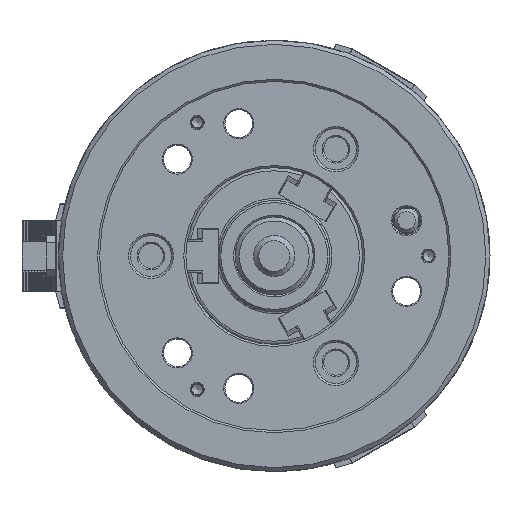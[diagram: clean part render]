
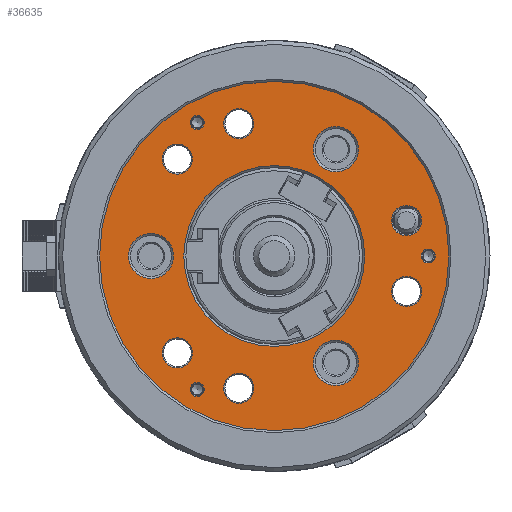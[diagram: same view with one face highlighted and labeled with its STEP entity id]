
A CAD part, left-side view. The second image highlights one B-rep face of the part: STEP entity #36635.
In plain terms, the highlighted planar face has unit normal (-1, 0, 0).
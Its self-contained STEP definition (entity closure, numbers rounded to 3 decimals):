
#9315=PLANE('',#39678);
#11989=ORIENTED_EDGE('',*,*,#22306,.F.);
#11990=ORIENTED_EDGE('',*,*,#22333,.F.);
#11991=ORIENTED_EDGE('',*,*,#22231,.T.);
#11992=ORIENTED_EDGE('',*,*,#21892,.T.);
#11993=ORIENTED_EDGE('',*,*,#21985,.F.);
#11994=ORIENTED_EDGE('',*,*,#21958,.F.);
#11995=ORIENTED_EDGE('',*,*,#22055,.F.);
#11996=ORIENTED_EDGE('',*,*,#22152,.T.);
#11997=ORIENTED_EDGE('',*,*,#22125,.T.);
#11998=ORIENTED_EDGE('',*,*,#22154,.T.);
#11999=ORIENTED_EDGE('',*,*,#22335,.F.);
#12000=ORIENTED_EDGE('',*,*,#22380,.T.);
#12001=ORIENTED_EDGE('',*,*,#22379,.F.);
#12002=ORIENTED_EDGE('',*,*,#22252,.T.);
#21892=EDGE_CURVE('',#27318,#27318,#30972,.T.);
#21958=EDGE_CURVE('',#27370,#27370,#31006,.T.);
#21985=EDGE_CURVE('',#27389,#27389,#31026,.T.);
#22055=EDGE_CURVE('',#27434,#27434,#31071,.T.);
#22125=EDGE_CURVE('',#27489,#27489,#31108,.T.);
#22152=EDGE_CURVE('',#27508,#27508,#31128,.T.);
#22154=EDGE_CURVE('',#27510,#27510,#31130,.T.);
#22231=EDGE_CURVE('',#27560,#27560,#31182,.T.);
#22252=EDGE_CURVE('',#27574,#27574,#31197,.T.);
#22306=EDGE_CURVE('',#27619,#27619,#31225,.T.);
#22333=EDGE_CURVE('',#27638,#27638,#31245,.T.);
#22335=EDGE_CURVE('',#27640,#27640,#31247,.T.);
#22379=EDGE_CURVE('',#27667,#27667,#31286,.T.);
#22380=EDGE_CURVE('',#27668,#27668,#31287,.T.);
#27318=VERTEX_POINT('',#51869);
#27370=VERTEX_POINT('',#52053);
#27389=VERTEX_POINT('',#52130);
#27434=VERTEX_POINT('',#52310);
#27489=VERTEX_POINT('',#52502);
#27508=VERTEX_POINT('',#52579);
#27510=VERTEX_POINT('',#52585);
#27560=VERTEX_POINT('',#52782);
#27574=VERTEX_POINT('',#52844);
#27619=VERTEX_POINT('',#52989);
#27638=VERTEX_POINT('',#53066);
#27640=VERTEX_POINT('',#53072);
#27667=VERTEX_POINT('',#53171);
#27668=VERTEX_POINT('',#53174);
#30972=CIRCLE('',#39155,7.349);
#31006=CIRCLE('',#39207,7.349);
#31026=CIRCLE('',#39240,3.394);
#31071=CIRCLE('',#39320,7.349);
#31108=CIRCLE('',#39376,7.349);
#31128=CIRCLE('',#39409,3.394);
#31130=CIRCLE('',#39413,11.);
#31182=CIRCLE('',#39505,7.349);
#31197=CIRCLE('',#39529,11.);
#31225=CIRCLE('',#39573,7.349);
#31245=CIRCLE('',#39606,3.394);
#31247=CIRCLE('',#39610,11.);
#31286=CIRCLE('',#39677,85.);
#31287=CIRCLE('',#39679,44.);
#31934=EDGE_LOOP('',(#11989));
#31935=EDGE_LOOP('',(#11990));
#31936=EDGE_LOOP('',(#11991));
#31937=EDGE_LOOP('',(#11992));
#31938=EDGE_LOOP('',(#11993));
#31939=EDGE_LOOP('',(#11994));
#31940=EDGE_LOOP('',(#11995));
#31941=EDGE_LOOP('',(#11996));
#31942=EDGE_LOOP('',(#11997));
#31943=EDGE_LOOP('',(#11998));
#31944=EDGE_LOOP('',(#11999));
#31945=EDGE_LOOP('',(#12000));
#31946=EDGE_LOOP('',(#12001));
#31947=EDGE_LOOP('',(#12002));
#34237=FACE_BOUND('',#31934,.T.);
#34238=FACE_BOUND('',#31935,.T.);
#34239=FACE_BOUND('',#31936,.T.);
#34240=FACE_BOUND('',#31937,.T.);
#34241=FACE_BOUND('',#31938,.T.);
#34242=FACE_BOUND('',#31939,.T.);
#34243=FACE_BOUND('',#31940,.T.);
#34244=FACE_BOUND('',#31941,.T.);
#34245=FACE_BOUND('',#31942,.T.);
#34246=FACE_BOUND('',#31943,.T.);
#34247=FACE_BOUND('',#31944,.T.);
#34248=FACE_BOUND('',#31945,.T.);
#34249=FACE_BOUND('',#31946,.T.);
#34250=FACE_BOUND('',#31947,.T.);
#36635=ADVANCED_FACE('',(#34237,#34238,#34239,#34240,#34241,#34242,#34243,
#34244,#34245,#34246,#34247,#34248,#34249,#34250),#9315,.T.);
#39155=AXIS2_PLACEMENT_3D('',#51868,#41929,#41930);
#39207=AXIS2_PLACEMENT_3D('',#52052,#42049,#42050);
#39240=AXIS2_PLACEMENT_3D('',#52129,#42116,#42117);
#39320=AXIS2_PLACEMENT_3D('',#52309,#42291,#42292);
#39376=AXIS2_PLACEMENT_3D('',#52501,#42420,#42421);
#39409=AXIS2_PLACEMENT_3D('',#52578,#42487,#42488);
#39413=AXIS2_PLACEMENT_3D('',#52584,#42495,#42496);
#39505=AXIS2_PLACEMENT_3D('',#52781,#42694,#42695);
#39529=AXIS2_PLACEMENT_3D('',#52843,#42742,#42743);
#39573=AXIS2_PLACEMENT_3D('',#52988,#42846,#42847);
#39606=AXIS2_PLACEMENT_3D('',#53065,#42913,#42914);
#39610=AXIS2_PLACEMENT_3D('',#53071,#42921,#42922);
#39677=AXIS2_PLACEMENT_3D('',#53170,#43060,#43061);
#39678=AXIS2_PLACEMENT_3D('',#53172,#43062,#43063);
#39679=AXIS2_PLACEMENT_3D('',#53173,#43064,#43065);
#41929=DIRECTION('',(1.,0.,0.));
#41930=DIRECTION('',(0.,0.,-1.));
#42049=DIRECTION('',(-1.,0.,0.));
#42050=DIRECTION('',(0.,-0.866,-0.5));
#42116=DIRECTION('',(-1.,0.,0.));
#42117=DIRECTION('',(0.,-0.866,-0.5));
#42291=DIRECTION('',(-1.,0.,0.));
#42292=DIRECTION('',(0.,0.866,-0.5));
#42420=DIRECTION('',(1.,0.,0.));
#42421=DIRECTION('',(0.,0.866,0.5));
#42487=DIRECTION('',(1.,0.,0.));
#42488=DIRECTION('',(0.,0.866,0.5));
#42495=DIRECTION('',(1.,0.,0.));
#42496=DIRECTION('',(0.,0.866,0.5));
#42694=DIRECTION('',(1.,0.,0.));
#42695=DIRECTION('',(0.,-0.866,0.5));
#42742=DIRECTION('',(1.,0.,0.));
#42743=DIRECTION('',(0.,-0.866,0.5));
#42846=DIRECTION('',(-1.,0.,0.));
#42847=DIRECTION('',(0.,0.,1.));
#42913=DIRECTION('',(-1.,0.,0.));
#42914=DIRECTION('',(0.,0.,1.));
#42921=DIRECTION('',(-1.,0.,0.));
#42922=DIRECTION('',(0.,0.,1.));
#43060=DIRECTION('',(1.,0.,0.));
#43061=DIRECTION('',(0.,0.,-1.));
#43062=DIRECTION('',(-1.,0.,0.));
#43063=DIRECTION('',(0.,0.,1.));
#43064=DIRECTION('',(1.,0.,0.));
#43065=DIRECTION('',(0.,0.,-1.));
#51868=CARTESIAN_POINT('',(-80.,47.146,47.146));
#51869=CARTESIAN_POINT('',(-80.,47.146,39.797));
#52052=CARTESIAN_POINT('',(-80.,17.257,64.403));
#52053=CARTESIAN_POINT('',(-80.,10.892,60.729));
#52129=CARTESIAN_POINT('',(-80.,37.5,64.952));
#52130=CARTESIAN_POINT('',(-80.,34.561,63.255));
#52309=CARTESIAN_POINT('',(-80.,-64.403,-17.257));
#52310=CARTESIAN_POINT('',(-80.,-58.039,-20.931));
#52501=CARTESIAN_POINT('',(-80.,-64.403,17.257));
#52502=CARTESIAN_POINT('',(-80.,-58.039,20.931));
#52578=CARTESIAN_POINT('',(-80.,-75.,0.));
#52579=CARTESIAN_POINT('',(-80.,-72.061,1.697));
#52584=CARTESIAN_POINT('',(-80.,-30.,51.962));
#52585=CARTESIAN_POINT('',(-80.,-20.474,57.462));
#52781=CARTESIAN_POINT('',(-80.,17.257,-64.403));
#52782=CARTESIAN_POINT('',(-80.,10.892,-60.729));
#52843=CARTESIAN_POINT('',(-80.,-30.,-51.962));
#52844=CARTESIAN_POINT('',(-80.,-39.526,-46.462));
#52988=CARTESIAN_POINT('',(-80.,47.146,-47.146));
#52989=CARTESIAN_POINT('',(-80.,47.146,-39.797));
#53065=CARTESIAN_POINT('',(-80.,37.5,-64.952));
#53066=CARTESIAN_POINT('',(-80.,37.5,-61.558));
#53071=CARTESIAN_POINT('',(-80.,60.,0.));
#53072=CARTESIAN_POINT('',(-80.,60.,11.));
#53170=CARTESIAN_POINT('',(-80.,0.,0.));
#53171=CARTESIAN_POINT('',(-80.,0.,-85.));
#53172=CARTESIAN_POINT('',(-80.,39.5,-68.416));
#53173=CARTESIAN_POINT('',(-80.,0.,0.));
#53174=CARTESIAN_POINT('',(-80.,0.,-44.));
